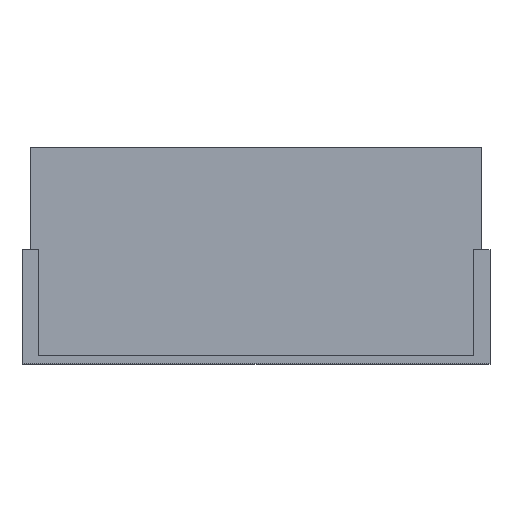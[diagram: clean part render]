
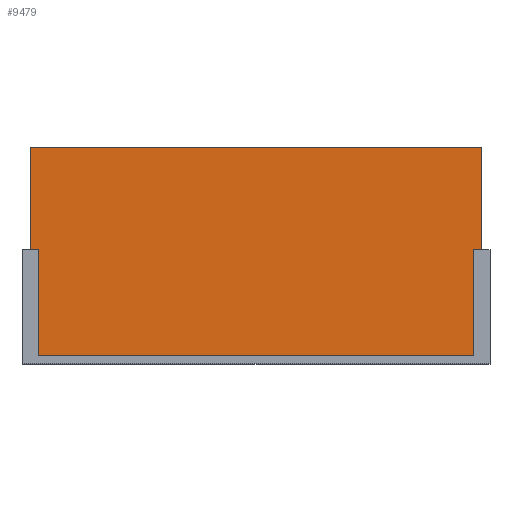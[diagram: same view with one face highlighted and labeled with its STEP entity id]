
A CAD part, top view. The second image highlights one B-rep face of the part: STEP entity #9479.
In plain terms, the highlighted planar face has unit normal (0, 0, 1).
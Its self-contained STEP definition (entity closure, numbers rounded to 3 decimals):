
#502=DIRECTION('',(1.,0.,0.));
#503=VECTOR('',#502,50.1);
#504=CARTESIAN_POINT('',(-25.05,1.,4.9));
#505=LINE('',#504,#503);
#962=DIRECTION('',(1.,0.,0.));
#963=VECTOR('',#962,51.9);
#964=CARTESIAN_POINT('',(-25.95,24.88,4.9));
#965=LINE('',#964,#963);
#3186=DIRECTION('',(0.,1.,0.));
#3187=VECTOR('',#3186,11.75);
#3188=CARTESIAN_POINT('',(25.95,13.13,4.9));
#3189=LINE('',#3188,#3187);
#3246=DIRECTION('',(1.,0.,0.));
#3247=VECTOR('',#3246,0.9);
#3248=CARTESIAN_POINT('',(-25.95,13.13,4.9));
#3249=LINE('',#3248,#3247);
#3266=DIRECTION('',(1.,0.,0.));
#3267=VECTOR('',#3266,0.9);
#3268=CARTESIAN_POINT('',(25.05,13.13,4.9));
#3269=LINE('',#3268,#3267);
#3318=DIRECTION('',(0.,1.,0.));
#3319=VECTOR('',#3318,12.13);
#3320=CARTESIAN_POINT('',(-25.05,1.,4.9));
#3321=LINE('',#3320,#3319);
#3322=DIRECTION('',(0.,1.,0.));
#3323=VECTOR('',#3322,11.75);
#3324=CARTESIAN_POINT('',(-25.95,13.13,4.9));
#3325=LINE('',#3324,#3323);
#3326=DIRECTION('',(0.,1.,0.));
#3327=VECTOR('',#3326,12.13);
#3328=CARTESIAN_POINT('',(25.05,1.,4.9));
#3329=LINE('',#3328,#3327);
#3439=CARTESIAN_POINT('',(-25.05,1.,4.9));
#3441=VERTEX_POINT('',#3439);
#3443=CARTESIAN_POINT('',(25.05,1.,4.9));
#3445=VERTEX_POINT('',#3443);
#3463=CARTESIAN_POINT('',(-25.95,24.88,4.9));
#3465=VERTEX_POINT('',#3463);
#3466=CARTESIAN_POINT('',(25.95,24.88,4.9));
#3467=VERTEX_POINT('',#3466);
#3481=CARTESIAN_POINT('',(-25.95,13.13,4.9));
#3483=VERTEX_POINT('',#3481);
#3484=CARTESIAN_POINT('',(-25.05,13.13,4.9));
#3485=VERTEX_POINT('',#3484);
#3486=CARTESIAN_POINT('',(25.05,13.13,4.9));
#3487=CARTESIAN_POINT('',(25.95,13.13,4.9));
#3488=VERTEX_POINT('',#3486);
#3489=VERTEX_POINT('',#3487);
#9462=CARTESIAN_POINT('',(-25.95,1.,4.9));
#9463=DIRECTION('',(0.,0.,1.));
#9464=DIRECTION('',(1.,0.,0.));
#9465=AXIS2_PLACEMENT_3D('',#9462,#9463,#9464);
#9466=PLANE('',#9465);
#9468=ORIENTED_EDGE('',*,*,#9467,.T.);
#9469=ORIENTED_EDGE('',*,*,#9334,.F.);
#9470=ORIENTED_EDGE('',*,*,#9441,.T.);
#9471=ORIENTED_EDGE('',*,*,#4929,.T.);
#9472=ORIENTED_EDGE('',*,*,#9267,.F.);
#9473=ORIENTED_EDGE('',*,*,#9352,.F.);
#9475=ORIENTED_EDGE('',*,*,#9474,.F.);
#9476=ORIENTED_EDGE('',*,*,#4805,.F.);
#9477=EDGE_LOOP('',(#9468,#9469,#9470,#9471,#9472,#9473,#9475,#9476));
#9478=FACE_OUTER_BOUND('',#9477,.F.);
#9479=ADVANCED_FACE('',(#9478),#9466,.T.);
#4805=EDGE_CURVE('',#3441,#3445,#505,.T.);
#4929=EDGE_CURVE('',#3465,#3467,#965,.T.);
#9267=EDGE_CURVE('',#3489,#3467,#3189,.T.);
#9334=EDGE_CURVE('',#3483,#3485,#3249,.T.);
#9352=EDGE_CURVE('',#3488,#3489,#3269,.T.);
#9441=EDGE_CURVE('',#3483,#3465,#3325,.T.);
#9467=EDGE_CURVE('',#3441,#3485,#3321,.T.);
#9474=EDGE_CURVE('',#3445,#3488,#3329,.T.);
